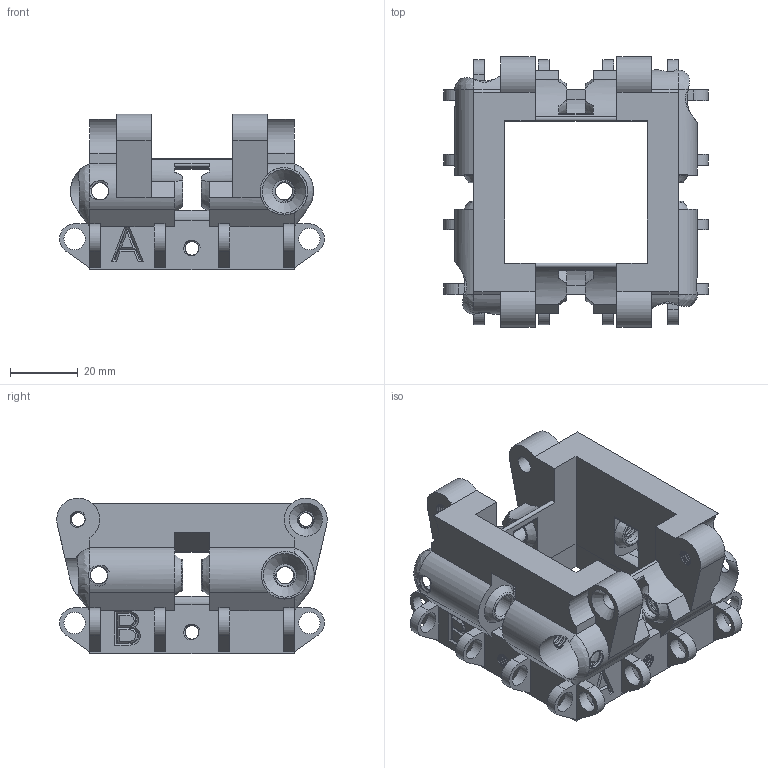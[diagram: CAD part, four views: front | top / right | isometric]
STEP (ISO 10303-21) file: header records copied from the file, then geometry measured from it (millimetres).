
FILE_DESCRIPTION(/* description */ (''),/* implementation_level */ '2;1');
FILE_NAME(/* name */ 'Outer Tube Upper Bearing Block.step',/* time_stamp */ '2023-09-15T11:03:54-04:00',/* author */ (''),/* organization */ (''),/* preprocessor_version */ 'ST-DEVELOPER v20',/* originating_system */ 'Autodesk Translation Framework v12.9.0.99',/* authorisation */ '');
FILE_SCHEMA (('AUTOMOTIVE_DESIGN { 1 0 10303 214 3 1 1 }'));
Length unit declared in the file: inch
Products named in the file (1): Outer Tube Upper Bearing Block
Bounding box: 78.09 x 79.77 x 45.94 mm (x, y, z)
Volume: 69863.9 mm3; surface area: 34800.7 mm2
Topology: 1 solids, 1 shells, 643 faces, 1890 edges, 1240 vertices
Faces by surface type: cylinder 321, plane 201, bspline 93, cone 16, torus 12
Full cylindrical faces by diameter (mm): 4.064 x10, 4.826 x22, 5.105 x2, 5.116 x8, 5.118 x8, 5.131 x1, 6.35 x39, 6.756 x8, 13.995 x4
Entity records: 37064 total; most frequent: CARTESIAN_POINT 21462, ORIENTED_EDGE 3760, DIRECTION 2449, EDGE_CURVE 1880, VERTEX_POINT 1240, AXIS2_PLACEMENT_3D 831, B_SPLINE_CURVE_WITH_KNOTS 811, LINE 787
